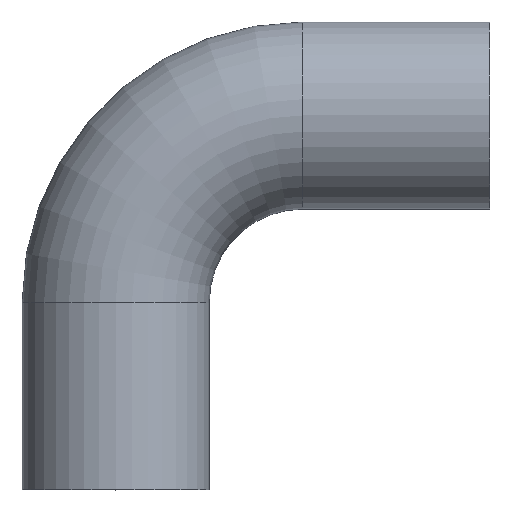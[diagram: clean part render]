
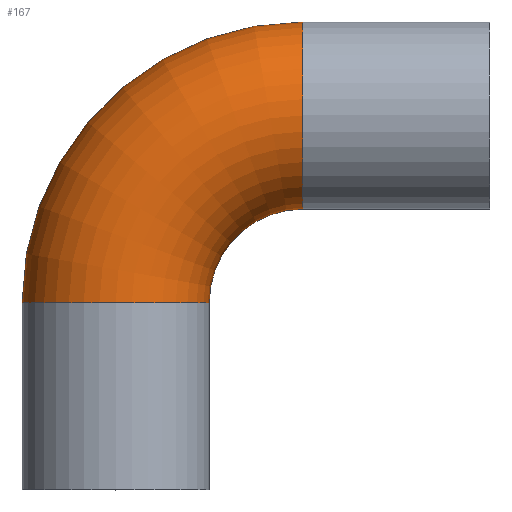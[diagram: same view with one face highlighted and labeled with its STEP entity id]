
A CAD part, top view. The second image highlights one B-rep face of the part: STEP entity #167.
In plain terms, the highlighted toroidal (fillet/blend) face has major radius 75 mm and minor radius 37.5 mm.
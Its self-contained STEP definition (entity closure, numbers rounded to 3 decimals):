
#99 = EDGE_CURVE( '', #105, #175, #235, .T. );
#105 = VERTEX_POINT( '', #242 );
#117 = VERTEX_POINT( '', #254 );
#129 = EDGE_CURVE( '', #105, #173, #268, .T. );
#133 = EDGE_CURVE( '', #117, #173, #272, .T. );
#167 = ADVANCED_FACE( '', ( #311 ), #312, .T. );
#173 = VERTEX_POINT( '', #319 );
#175 = VERTEX_POINT( '', #321 );
#197 = EDGE_CURVE( '', #175, #117, #347, .T. );
#235 = CIRCLE( '', #383, 112.5 );
#242 = CARTESIAN_POINT( '', ( 75., 187.5, 0. ) );
#254 = CARTESIAN_POINT( '', ( 37.5, 75., 0. ) );
#268 = CIRCLE( '', #424, 37.5 );
#272 = CIRCLE( '', #431, 37.5 );
#311 = FACE_OUTER_BOUND( '', #477, .T. );
#312 = TOROIDAL_SURFACE( '', #478, 75., 37.5 );
#319 = CARTESIAN_POINT( '', ( 75., 112.5, 0. ) );
#321 = CARTESIAN_POINT( '', ( -37.5, 75., 0. ) );
#347 = CIRCLE( '', #521, 37.5 );
#383 = AXIS2_PLACEMENT_3D( '', #553, #554, #555 );
#424 = AXIS2_PLACEMENT_3D( '', #591, #592, #593 );
#431 = AXIS2_PLACEMENT_3D( '', #595, #596, #597 );
#477 = EDGE_LOOP( '', ( #646, #647, #648, #649 ) );
#478 = AXIS2_PLACEMENT_3D( '', #650, #651, #652 );
#521 = AXIS2_PLACEMENT_3D( '', #701, #702, #703 );
#553 = CARTESIAN_POINT( '', ( 75., 75., 0. ) );
#554 = DIRECTION( '', ( 0., 0., 1. ) );
#555 = DIRECTION( '', ( 1., 0., 0. ) );
#591 = CARTESIAN_POINT( '', ( 75., 150., 0. ) );
#592 = DIRECTION( '', ( 1., 0., 0. ) );
#593 = DIRECTION( '', ( 0., -1., 0. ) );
#595 = CARTESIAN_POINT( '', ( 75., 75., 0. ) );
#596 = DIRECTION( '', ( 0., 0., -1. ) );
#597 = DIRECTION( '', ( 1., 0., 0. ) );
#646 = ORIENTED_EDGE( '', *, *, #99, .T. );
#647 = ORIENTED_EDGE( '', *, *, #197, .T. );
#648 = ORIENTED_EDGE( '', *, *, #133, .T. );
#649 = ORIENTED_EDGE( '', *, *, #129, .F. );
#650 = CARTESIAN_POINT( '', ( 75., 75., 0. ) );
#651 = DIRECTION( '', ( 0., 0., 1. ) );
#652 = DIRECTION( '', ( 1., 0., 0. ) );
#701 = CARTESIAN_POINT( '', ( 0., 75., 0. ) );
#702 = DIRECTION( '', ( 0., 1., 0. ) );
#703 = DIRECTION( '', ( 1., 0., 0. ) );
